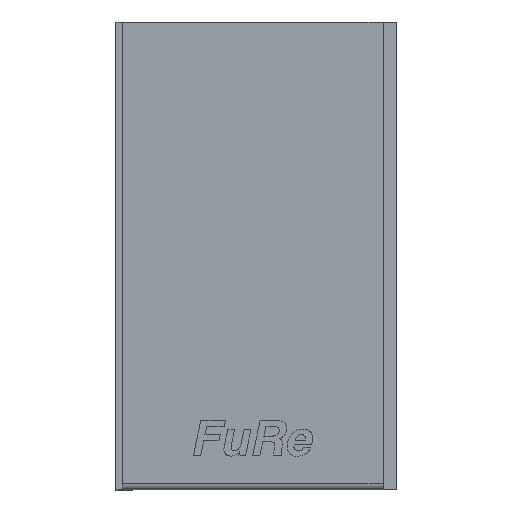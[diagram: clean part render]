
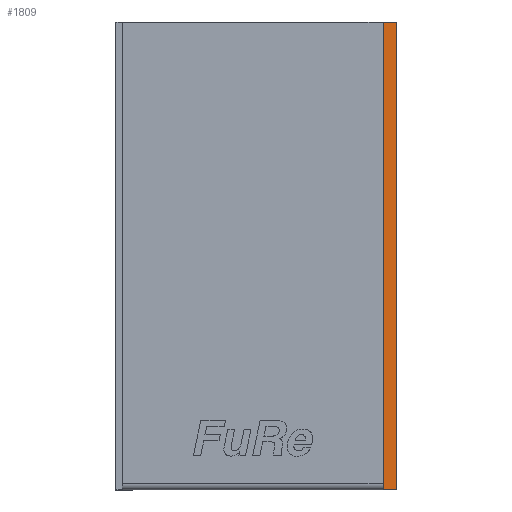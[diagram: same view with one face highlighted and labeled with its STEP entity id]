
A CAD part, top view. The second image highlights one B-rep face of the part: STEP entity #1809.
In plain terms, the highlighted planar face has unit normal (0, 0, 1).
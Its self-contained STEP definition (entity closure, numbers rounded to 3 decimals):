
#254=FACE_OUTER_BOUND('',#356,.T.);
#356=EDGE_LOOP('',(#1643,#1644,#1645,#1646));
#511=LINE('',#3425,#681);
#525=LINE('',#3453,#695);
#526=LINE('',#3455,#696);
#527=LINE('',#3456,#697);
#681=VECTOR('',#2108,10.);
#695=VECTOR('',#2130,10.);
#696=VECTOR('',#2133,10.);
#697=VECTOR('',#2134,10.);
#864=VERTEX_POINT('',#3422);
#865=VERTEX_POINT('',#3424);
#874=VERTEX_POINT('',#3449);
#875=VERTEX_POINT('',#3451);
#1121=EDGE_CURVE('',#864,#865,#511,.T.);
#1135=EDGE_CURVE('',#874,#875,#525,.T.);
#1136=EDGE_CURVE('',#864,#874,#526,.T.);
#1137=EDGE_CURVE('',#865,#875,#527,.T.);
#1643=ORIENTED_EDGE('',*,*,#1136,.T.);
#1644=ORIENTED_EDGE('',*,*,#1135,.T.);
#1645=ORIENTED_EDGE('',*,*,#1137,.F.);
#1646=ORIENTED_EDGE('',*,*,#1121,.F.);
#1713=PLANE('',#1863);
#1809=ADVANCED_FACE('',(#254),#1713,.T.);
#1863=AXIS2_PLACEMENT_3D('',#3454,#2131,#2132);
#2108=DIRECTION('',(0.,1.,0.));
#2130=DIRECTION('',(0.,1.,0.));
#2131=DIRECTION('center_axis',(0.,0.,1.));
#2132=DIRECTION('ref_axis',(1.,0.,0.));
#2133=DIRECTION('',(1.,0.,0.));
#2134=DIRECTION('',(1.,0.,0.));
#3422=CARTESIAN_POINT('',(8.035,-55.,58.3));
#3424=CARTESIAN_POINT('',(8.035,52.45,58.3));
#3425=CARTESIAN_POINT('',(8.035,-55.,58.3));
#3449=CARTESIAN_POINT('',(11.035,-55.,58.3));
#3451=CARTESIAN_POINT('',(11.035,52.45,58.3));
#3453=CARTESIAN_POINT('',(11.035,-55.,58.3));
#3454=CARTESIAN_POINT('Origin',(8.035,-55.,58.3));
#3455=CARTESIAN_POINT('',(8.035,-55.,58.3));
#3456=CARTESIAN_POINT('',(8.035,52.45,58.3));
